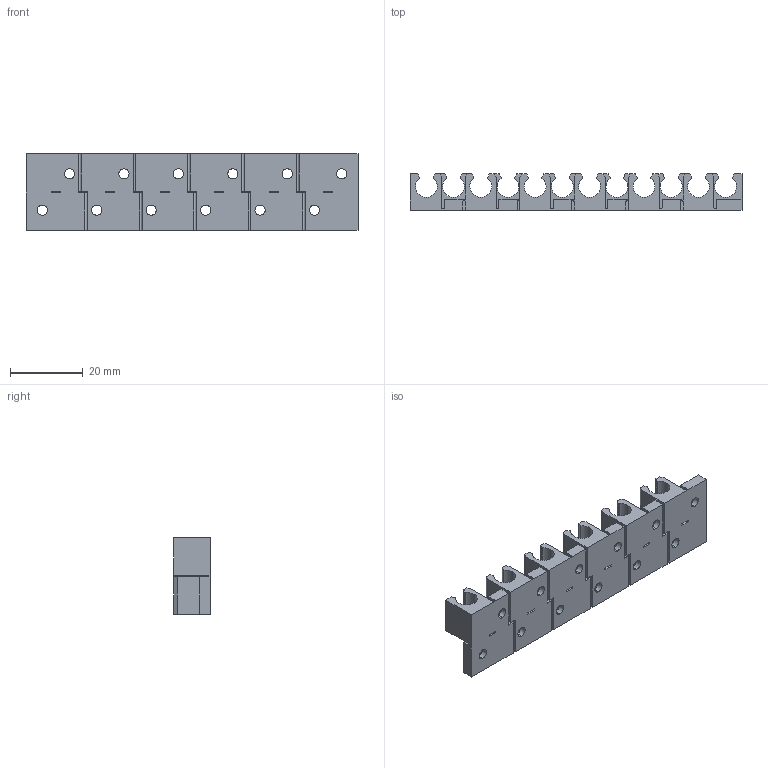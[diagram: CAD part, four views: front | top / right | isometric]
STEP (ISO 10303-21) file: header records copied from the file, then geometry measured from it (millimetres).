
FILE_DESCRIPTION (( 'STEP AP214' ), '1' );
FILE_NAME ('TM-06.step.step', '2010-06-15T07:32:19', ( 'SysAdmin' ), ( 'SolidWorks' ), 'SwSTEP 2.0', 'SolidWorks 2010', '' );
FILE_SCHEMA (( 'AUTOMOTIVE_DESIGN' ));
Length unit declared in the file: millimetre
Products named in the file (2): TM-06.step_TM3083 Holder_06; TM-06.step
Assembly tree (1 placements, depth 2):
  TM-06.step
    TM-06.step_TM3083 Holder_06
Bounding box: 91.5 x 10 x 21 mm (x, y, z)
Volume: 8290.6 mm3; surface area: 9976 mm2
Topology: 1 solids, 1 shells, 302 faces, 960 edges, 632 vertices
Faces by surface type: plane 196, cylinder 82, cone 24
Entity records: 10794 total; most frequent: CARTESIAN_POINT 2006, ORIENTED_EDGE 1920, DIRECTION 1760, EDGE_CURVE 960, LINE 748, VECTOR 748, VERTEX_POINT 632, AXIS2_PLACEMENT_3D 506
